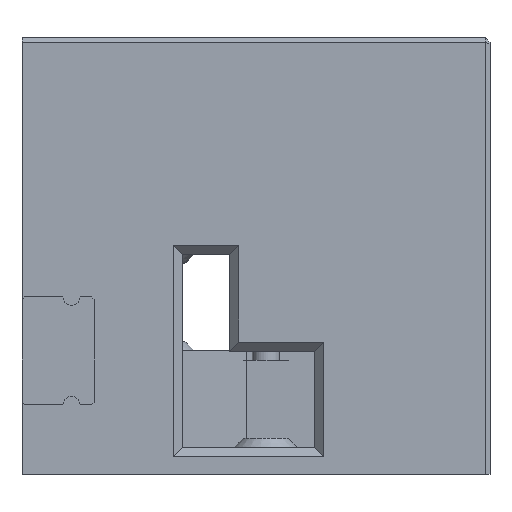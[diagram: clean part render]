
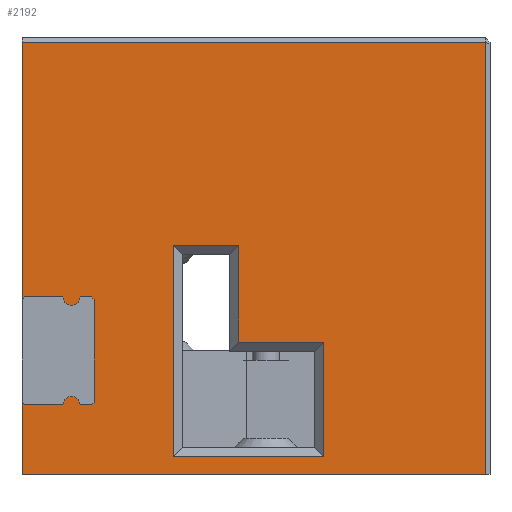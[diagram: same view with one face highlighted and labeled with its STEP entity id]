
A CAD part, front view. The second image highlights one B-rep face of the part: STEP entity #2192.
In plain terms, the highlighted planar face has unit normal (0, -1, 0).
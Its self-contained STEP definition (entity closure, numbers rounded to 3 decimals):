
#44=FACE_BOUND('',#243,.T.);
#65=CIRCLE('',#2362,0.95);
#66=CIRCLE('',#2363,0.95);
#114=FACE_OUTER_BOUND('',#242,.T.);
#242=EDGE_LOOP('',(#1592,#1593,#1594,#1595,#1596,#1597,#1598,#1599,#1600,
#1601,#1602,#1603,#1604,#1605,#1606,#1607));
#243=EDGE_LOOP('',(#1608,#1609,#1610,#1611,#1612,#1613));
#404=LINE('',#3212,#684);
#408=LINE('',#3220,#688);
#426=LINE('',#3266,#706);
#442=LINE('',#3301,#722);
#454=LINE('',#3329,#734);
#455=LINE('',#3330,#735);
#456=LINE('',#3332,#736);
#457=LINE('',#3334,#737);
#458=LINE('',#3338,#738);
#459=LINE('',#3340,#739);
#460=LINE('',#3342,#740);
#461=LINE('',#3344,#741);
#462=LINE('',#3346,#742);
#463=LINE('',#3350,#743);
#464=LINE('',#3351,#744);
#465=LINE('',#3353,#745);
#466=LINE('',#3355,#746);
#467=LINE('',#3357,#747);
#468=LINE('',#3359,#748);
#469=LINE('',#3360,#749);
#684=VECTOR('',#2573,10.);
#688=VECTOR('',#2577,10.);
#706=VECTOR('',#2617,1000.);
#722=VECTOR('',#2647,10.);
#734=VECTOR('',#2667,10.);
#735=VECTOR('',#2668,10.);
#736=VECTOR('',#2669,10.);
#737=VECTOR('',#2670,10.);
#738=VECTOR('',#2673,10.);
#739=VECTOR('',#2674,10.);
#740=VECTOR('',#2675,10.);
#741=VECTOR('',#2676,10.);
#742=VECTOR('',#2677,10.);
#743=VECTOR('',#2680,10.);
#744=VECTOR('',#2681,10.);
#745=VECTOR('',#2682,1000.);
#746=VECTOR('',#2683,1000.);
#747=VECTOR('',#2684,1000.);
#748=VECTOR('',#2685,1000.);
#749=VECTOR('',#2686,1000.);
#958=VERTEX_POINT('',#3209);
#959=VERTEX_POINT('',#3211);
#962=VERTEX_POINT('',#3217);
#963=VERTEX_POINT('',#3219);
#979=VERTEX_POINT('',#3263);
#980=VERTEX_POINT('',#3265);
#992=VERTEX_POINT('',#3299);
#1004=VERTEX_POINT('',#3328);
#1005=VERTEX_POINT('',#3331);
#1006=VERTEX_POINT('',#3333);
#1007=VERTEX_POINT('',#3335);
#1008=VERTEX_POINT('',#3337);
#1009=VERTEX_POINT('',#3339);
#1010=VERTEX_POINT('',#3341);
#1011=VERTEX_POINT('',#3343);
#1012=VERTEX_POINT('',#3345);
#1013=VERTEX_POINT('',#3347);
#1014=VERTEX_POINT('',#3349);
#1015=VERTEX_POINT('',#3352);
#1016=VERTEX_POINT('',#3354);
#1017=VERTEX_POINT('',#3356);
#1018=VERTEX_POINT('',#3358);
#1173=EDGE_CURVE('',#958,#959,#404,.T.);
#1177=EDGE_CURVE('',#962,#963,#408,.T.);
#1199=EDGE_CURVE('',#980,#979,#426,.T.);
#1217=EDGE_CURVE('',#958,#992,#442,.T.);
#1231=EDGE_CURVE('',#1004,#992,#454,.T.);
#1232=EDGE_CURVE('',#963,#1004,#455,.T.);
#1233=EDGE_CURVE('',#962,#1005,#456,.T.);
#1234=EDGE_CURVE('',#1005,#1006,#457,.T.);
#1235=EDGE_CURVE('',#1006,#1007,#65,.T.);
#1236=EDGE_CURVE('',#1007,#1008,#458,.T.);
#1237=EDGE_CURVE('',#1008,#1009,#459,.T.);
#1238=EDGE_CURVE('',#1009,#1010,#460,.T.);
#1239=EDGE_CURVE('',#1010,#1011,#461,.T.);
#1240=EDGE_CURVE('',#1011,#1012,#462,.T.);
#1241=EDGE_CURVE('',#1012,#1013,#66,.T.);
#1242=EDGE_CURVE('',#1013,#1014,#463,.T.);
#1243=EDGE_CURVE('',#1014,#959,#464,.T.);
#1244=EDGE_CURVE('',#979,#1015,#465,.T.);
#1245=EDGE_CURVE('',#1015,#1016,#466,.T.);
#1246=EDGE_CURVE('',#1016,#1017,#467,.T.);
#1247=EDGE_CURVE('',#1017,#1018,#468,.T.);
#1248=EDGE_CURVE('',#1018,#980,#469,.T.);
#1592=ORIENTED_EDGE('',*,*,#1217,.T.);
#1593=ORIENTED_EDGE('',*,*,#1231,.F.);
#1594=ORIENTED_EDGE('',*,*,#1232,.F.);
#1595=ORIENTED_EDGE('',*,*,#1177,.F.);
#1596=ORIENTED_EDGE('',*,*,#1233,.T.);
#1597=ORIENTED_EDGE('',*,*,#1234,.T.);
#1598=ORIENTED_EDGE('',*,*,#1235,.T.);
#1599=ORIENTED_EDGE('',*,*,#1236,.T.);
#1600=ORIENTED_EDGE('',*,*,#1237,.T.);
#1601=ORIENTED_EDGE('',*,*,#1238,.T.);
#1602=ORIENTED_EDGE('',*,*,#1239,.T.);
#1603=ORIENTED_EDGE('',*,*,#1240,.T.);
#1604=ORIENTED_EDGE('',*,*,#1241,.T.);
#1605=ORIENTED_EDGE('',*,*,#1242,.T.);
#1606=ORIENTED_EDGE('',*,*,#1243,.T.);
#1607=ORIENTED_EDGE('',*,*,#1173,.F.);
#1608=ORIENTED_EDGE('',*,*,#1199,.T.);
#1609=ORIENTED_EDGE('',*,*,#1244,.T.);
#1610=ORIENTED_EDGE('',*,*,#1245,.T.);
#1611=ORIENTED_EDGE('',*,*,#1246,.T.);
#1612=ORIENTED_EDGE('',*,*,#1247,.T.);
#1613=ORIENTED_EDGE('',*,*,#1248,.T.);
#2088=PLANE('',#2361);
#2192=ADVANCED_FACE('',(#114,#44),#2088,.T.);
#2361=AXIS2_PLACEMENT_3D('',#3327,#2665,#2666);
#2362=AXIS2_PLACEMENT_3D('',#3336,#2671,#2672);
#2363=AXIS2_PLACEMENT_3D('',#3348,#2678,#2679);
#2573=DIRECTION('',(0.,0.,1.));
#2577=DIRECTION('',(0.,0.,1.));
#2617=DIRECTION('',(0.,0.,1.));
#2647=DIRECTION('',(1.,0.,0.));
#2665=DIRECTION('center_axis',(0.,-1.,0.));
#2666=DIRECTION('ref_axis',(0.,0.,
-1.));
#2667=DIRECTION('',(0.,0.,-1.));
#2668=DIRECTION('',(1.,0.,0.));
#2669=DIRECTION('',(0.707,0.,0.707));
#2670=DIRECTION('',(1.,0.,0.));
#2671=DIRECTION('center_axis',(0.,-1.,0.));
#2672=DIRECTION('ref_axis',(1.,0.,0.));
#2673=DIRECTION('',(1.,0.,0.));
#2674=DIRECTION('',(0.707,0.,-0.707));
#2675=DIRECTION('',(0.,0.,-1.));
#2676=DIRECTION('',(-0.707,0.,-0.707));
#2677=DIRECTION('',(-1.,0.,0.));
#2678=DIRECTION('center_axis',(0.,-1.,0.));
#2679=DIRECTION('ref_axis',(1.,0.,0.));
#2680=DIRECTION('',(-1.,0.,0.));
#2681=DIRECTION('',(-0.707,0.,0.707));
#2682=DIRECTION('',(1.,0.,0.));
#2683=DIRECTION('',(0.,0.,-1.));
#2684=DIRECTION('',(1.,0.,0.));
#2685=DIRECTION('',(0.,0.,-1.));
#2686=DIRECTION('',(-1.,0.,0.));
#3209=CARTESIAN_POINT('',(181.9,232.5,1.));
#3211=CARTESIAN_POINT('',(181.9,232.5,9.001));
#3212=CARTESIAN_POINT('',(181.9,232.5,43.094));
#3217=CARTESIAN_POINT('',(181.9,232.5,20.401));
#3219=CARTESIAN_POINT('',(181.9,232.5,49.));
#3220=CARTESIAN_POINT('',(181.9,232.5,43.094));
#3263=CARTESIAN_POINT('',(198.7,232.5,26.425));
#3265=CARTESIAN_POINT('',(198.7,232.5,2.975));
#3266=CARTESIAN_POINT('',(198.7,232.5,25.425));
#3299=CARTESIAN_POINT('',(233.4,232.5,1.));
#3301=CARTESIAN_POINT('',(174.149,232.5,1.));
#3327=CARTESIAN_POINT('Origin',(168.4,232.5,47.5));
#3328=CARTESIAN_POINT('',(233.4,232.5,49.));
#3329=CARTESIAN_POINT('',(233.4,232.5,35.625));
#3330=CARTESIAN_POINT('',(174.149,232.5,49.));
#3331=CARTESIAN_POINT('',(182.2,232.5,20.701));
#3332=CARTESIAN_POINT('',(185.45,232.5,23.951));
#3333=CARTESIAN_POINT('',(186.45,232.5,20.701));
#3334=CARTESIAN_POINT('',(177.275,232.5,20.701));
#3335=CARTESIAN_POINT('',(188.35,232.5,20.701));
#3336=CARTESIAN_POINT('Origin',(187.4,232.5,20.701));
#3337=CARTESIAN_POINT('',(189.6,232.5,20.701));
#3338=CARTESIAN_POINT('',(178.375,232.5,20.701));
#3339=CARTESIAN_POINT('',(189.9,232.5,20.401));
#3340=CARTESIAN_POINT('',(177.75,232.5,32.551));
#3341=CARTESIAN_POINT('',(189.9,232.5,9.001));
#3342=CARTESIAN_POINT('',(189.9,232.5,34.101));
#3343=CARTESIAN_POINT('',(189.6,232.5,8.701));
#3344=CARTESIAN_POINT('',(194.,232.5,13.101));
#3345=CARTESIAN_POINT('',(188.35,232.5,8.701));
#3346=CARTESIAN_POINT('',(178.525,232.5,8.701));
#3347=CARTESIAN_POINT('',(186.45,232.5,8.701));
#3348=CARTESIAN_POINT('Origin',(187.4,232.5,8.701));
#3349=CARTESIAN_POINT('',(182.2,232.5,8.701));
#3350=CARTESIAN_POINT('',(177.425,232.5,8.701));
#3351=CARTESIAN_POINT('',(168.9,232.5,22.001));
#3352=CARTESIAN_POINT('',(206.,232.5,26.425));
#3353=CARTESIAN_POINT('',(179.898,232.5,26.425));
#3354=CARTESIAN_POINT('',(206.,232.5,15.675));
#3355=CARTESIAN_POINT('',(206.,232.5,14.675));
#3356=CARTESIAN_POINT('',(215.45,232.5,15.675));
#3357=CARTESIAN_POINT('',(212.45,232.5,15.675));
#3358=CARTESIAN_POINT('',(215.45,232.5,2.975));
#3359=CARTESIAN_POINT('',(215.45,232.5,36.213));
#3360=CARTESIAN_POINT('',(213.45,232.5,2.975));
